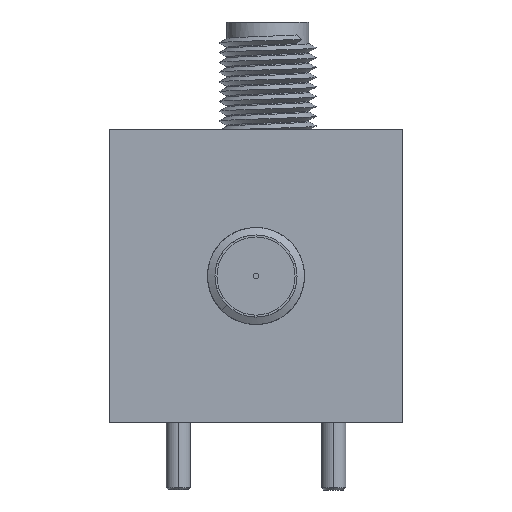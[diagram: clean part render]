
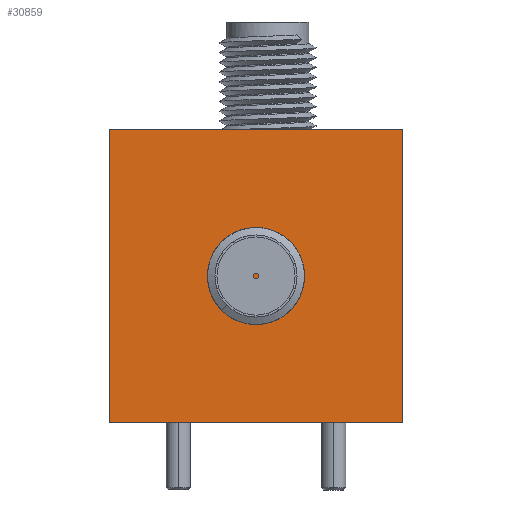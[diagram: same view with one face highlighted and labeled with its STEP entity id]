
A CAD part, left-side view. The second image highlights one B-rep face of the part: STEP entity #30859.
In plain terms, the highlighted planar face has unit normal (-1, 0, 0).
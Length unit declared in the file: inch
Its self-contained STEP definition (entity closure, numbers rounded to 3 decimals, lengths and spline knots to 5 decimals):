
#335 = CARTESIAN_POINT ( 'NONE',  ( -1.44913, 1.20558, 0.27066 ) ) ;
#2287 = LINE ( 'NONE', #15729, #20336 ) ;
#2540 = ORIENTED_EDGE ( 'NONE', *, *, #30246, .F. ) ;
#5499 = FACE_OUTER_BOUND ( 'NONE', #18574, .T. ) ;
#6423 = LINE ( 'NONE', #42875, #14891 ) ;
#12361 = CARTESIAN_POINT ( 'NONE',  ( -1.44913, 0.45558, 0.27066 ) ) ;
#12953 = PLANE ( 'NONE',  #26459 ) ;
#14891 = VECTOR ( 'NONE', #21474, 39.37008 ) ;
#15729 = CARTESIAN_POINT ( 'NONE',  ( -1.44913, 0.45558, 0.27066 ) ) ;
#16742 = CARTESIAN_POINT ( 'NONE',  ( -1.44913, 1.20558, 0.27066 ) ) ;
#18574 = EDGE_LOOP ( 'NONE', ( #29159, #46042, #2540, #25890 ) ) ;
#19309 = DIRECTION ( 'NONE',  ( 0., 0., 1. ) ) ;
#20336 = VECTOR ( 'NONE', #19309, 39.37008 ) ;
#20355 = DIRECTION ( 'NONE',  ( 0., 0., -1. ) ) ;
#21474 = DIRECTION ( 'NONE',  ( 0., -1., 0. ) ) ;
#25844 = LINE ( 'NONE', #39116, #42639 ) ;
#25890 = ORIENTED_EDGE ( 'NONE', *, *, #45092, .T. ) ;
#26140 = VERTEX_POINT ( 'NONE', #29245 ) ;
#26168 = LINE ( 'NONE', #36434, #35743 ) ;
#26459 = AXIS2_PLACEMENT_3D ( 'NONE', #16742, #41760, #20355 ) ;
#29159 = ORIENTED_EDGE ( 'NONE', *, *, #40980, .T. ) ;
#29245 = CARTESIAN_POINT ( 'NONE',  ( -1.44913, 1.20558, -0.47934 ) ) ;
#29441 = VERTEX_POINT ( 'NONE', #12361 ) ;
#30246 = EDGE_CURVE ( 'NONE', #26140, #32232, #25844, .T. ) ;
#30859 = ADVANCED_FACE ( 'NONE', ( #5499 ), #12953, .F. ) ;
#32232 = VERTEX_POINT ( 'NONE', #335 ) ;
#35743 = VECTOR ( 'NONE', #40028, 39.37008 ) ;
#36207 = EDGE_CURVE ( 'NONE', #32232, #29441, #6423, .T. ) ;
#36434 = CARTESIAN_POINT ( 'NONE',  ( -1.44913, 1.20558, -0.47934 ) ) ;
#37019 = CARTESIAN_POINT ( 'NONE',  ( -1.44913, 0.45558, -0.47934 ) ) ;
#39116 = CARTESIAN_POINT ( 'NONE',  ( -1.44913, 1.20558, 0.27066 ) ) ;
#40028 = DIRECTION ( 'NONE',  ( 0., -1., 0. ) ) ;
#40980 = EDGE_CURVE ( 'NONE', #43403, #29441, #2287, .T. ) ;
#41760 = DIRECTION ( 'NONE',  ( 1., 0., 0. ) ) ;
#42639 = VECTOR ( 'NONE', #42679, 39.37008 ) ;
#42679 = DIRECTION ( 'NONE',  ( 0., 0., 1. ) ) ;
#42875 = CARTESIAN_POINT ( 'NONE',  ( -1.44913, 1.20558, 0.27066 ) ) ;
#43403 = VERTEX_POINT ( 'NONE', #37019 ) ;
#45092 = EDGE_CURVE ( 'NONE', #26140, #43403, #26168, .T. ) ;
#46042 = ORIENTED_EDGE ( 'NONE', *, *, #36207, .F. ) ;
